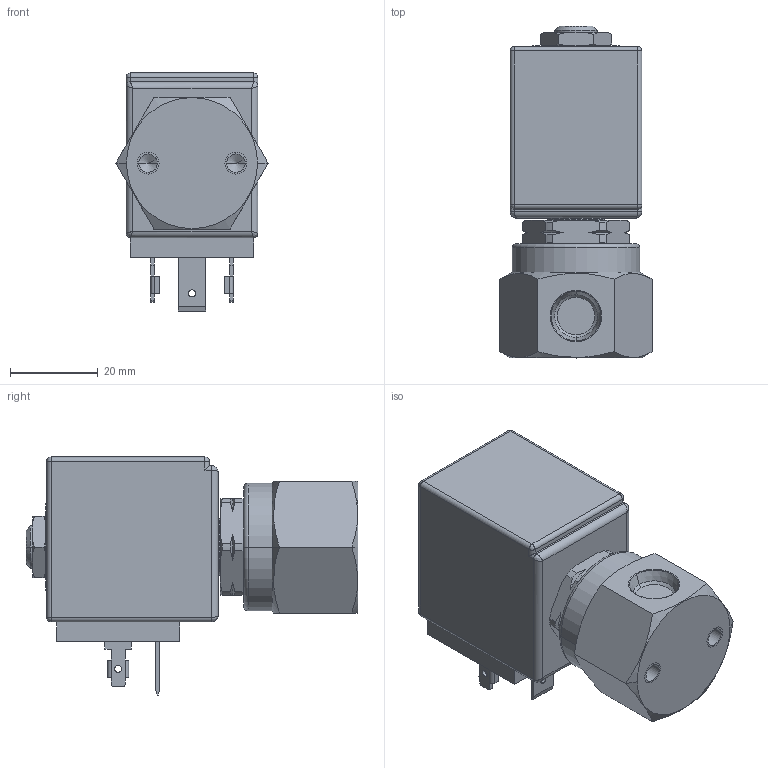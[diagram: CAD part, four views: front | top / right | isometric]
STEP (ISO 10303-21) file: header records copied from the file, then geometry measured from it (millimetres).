
FILE_DESCRIPTION((''),'2;1');
FILE_NAME('21L1ZV25D-BDA_INGOMBRO_ASM','2009-07-07T',('romeri'),('O.D.E.'),'PRO/ENGINEER BY PARAMETRIC TECHNOLOGY CORPORATION, 2005450','PRO/ENGINEER BY PARAMETRIC TECHNOLOGY CORPORATION, 2005450','');
FILE_SCHEMA(('CONFIG_CONTROL_DESIGN'));
Length unit declared in the file: millimetre
Products named in the file (6): 4500L1_INGOMBRO; 450573_INGOMBRO; BOBINA_8_W_INGOMBRO; 450940; 450939; 21L1ZV25D-BDA_INGOMBRO_ASM
Assembly tree (5 placements, depth 2):
  21L1ZV25D-BDA_INGOMBRO_ASM
    4500L1_INGOMBRO
    450573_INGOMBRO
    BOBINA_8_W_INGOMBRO
    450940
    450939
Bounding box: 34.64 x 75.5 x 54.15 mm (x, y, z)
Volume: 59600.1 mm3; surface area: 24008.9 mm2
Topology: 5 solids, 13 shells, 331 faces, 786 edges, 490 vertices
Faces by surface type: plane 138, cylinder 100, cone 68, torus 14, sphere 6, bspline 5
Entity records: 13377 total; most frequent: CARTESIAN_POINT 2480, DIRECTION 1627, ORIENTED_EDGE 1550, EDGE_CURVE 780, PRESENTATION_STYLE_ASSIGNMENT 717, STYLED_ITEM 651, AXIS2_PLACEMENT_3D 618, CURVE_STYLE 564
